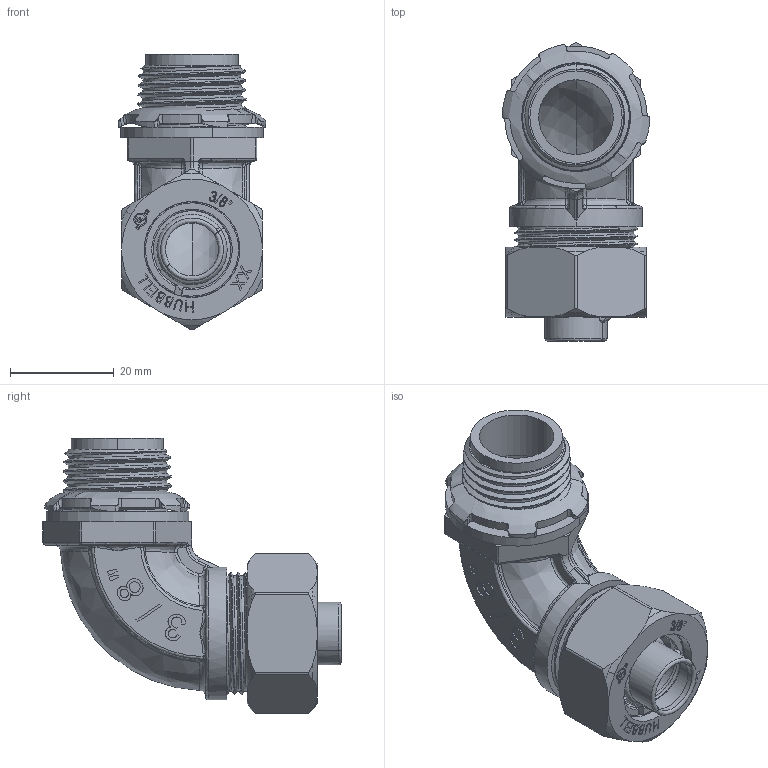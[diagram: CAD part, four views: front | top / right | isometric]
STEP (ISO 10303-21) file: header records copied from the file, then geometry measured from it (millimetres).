
FILE_DESCRIPTION (( 'STEP AP214' ), '1' );
FILE_NAME ('3541RAC.step', '2017-10-09T19:57:40', ( '' ), ( '' ), 'SwSTEP 2.0', 'SolidWorks 2017', '' );
FILE_SCHEMA (( 'AUTOMOTIVE_DESIGN' ));
Length unit declared in the file: inch
Products named in the file (8): 3541RAC-7; 3541RAC-2; 3541RAC-4; 3541RAC-6; 3541RAC-5; 3541RAC-3; 3541RAC-1; 3541RAC
Assembly tree (7 placements, depth 2):
  3541RAC
    3541RAC-6
    3541RAC-2
    3541RAC-3
    3541RAC-1
    3541RAC-5
    3541RAC-4
    3541RAC-7
Bounding box: 28.42 x 57.46 x 53.18 mm (x, y, z)
Volume: 15222.3 mm3; surface area: 19255.7 mm2
Topology: 8 solids, 8 shells, 851 faces, 2224 edges, 1414 vertices
Faces by surface type: bspline 376, plane 268, cylinder 147, cone 60
Entity records: 64570 total; most frequent: CARTESIAN_POINT 35355, ORIENTED_EDGE 4430, DIRECTION 2700, EDGE_CURVE 2215, VERTEX_POINT 1414, AXIS2_PLACEMENT_3D 910, EDGE_LOOP 899, VECTOR 880
